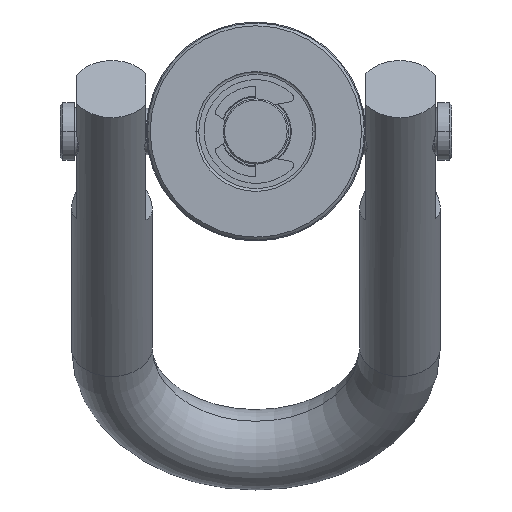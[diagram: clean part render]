
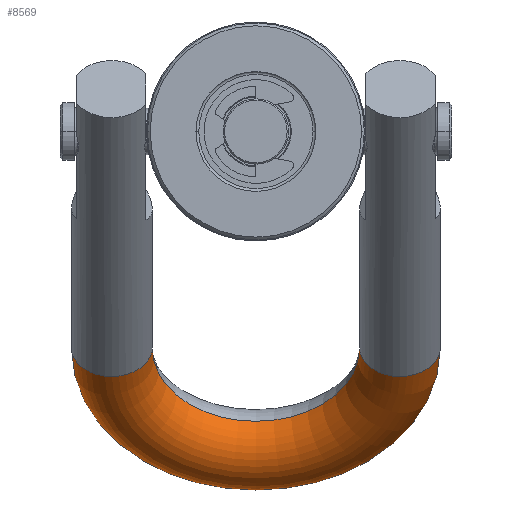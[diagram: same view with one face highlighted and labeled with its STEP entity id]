
A CAD part, front view. The second image highlights one B-rep face of the part: STEP entity #8569.
In plain terms, the highlighted toroidal (fillet/blend) face has major radius 79.375 mm and minor radius 22.225 mm.
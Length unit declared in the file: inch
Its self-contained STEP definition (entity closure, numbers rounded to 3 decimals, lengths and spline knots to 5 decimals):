
#7903=CARTESIAN_POINT('',(-3.125,6.64,0.));
#7904=DIRECTION('',(0.,-1.,0.));
#7905=DIRECTION('',(-1.,0.,0.));
#7906=AXIS2_PLACEMENT_3D('',#7903,#7904,#7905);
#8067=CARTESIAN_POINT('',(0.,6.64,0.));
#8068=DIRECTION('',(0.,0.,1.));
#8069=DIRECTION('',(1.,0.,0.));
#8070=AXIS2_PLACEMENT_3D('',#8067,#8068,#8069);
#8072=CARTESIAN_POINT('',(3.125,6.64,0.));
#8073=DIRECTION('',(0.,1.,0.));
#8074=DIRECTION('',(1.,0.,0.));
#8075=AXIS2_PLACEMENT_3D('',#8072,#8073,#8074);
#8077=CARTESIAN_POINT('',(0.,6.64,0.));
#8078=DIRECTION('',(0.,0.,1.));
#8079=DIRECTION('',(1.,0.,0.));
#8080=AXIS2_PLACEMENT_3D('',#8077,#8078,#8079);
#8110=CARTESIAN_POINT('',(2.25,6.64,0.));
#8111=CARTESIAN_POINT('',(4.,6.64,0.));
#8112=VERTEX_POINT('',#8110);
#8113=VERTEX_POINT('',#8111);
#8114=CARTESIAN_POINT('',(-2.25,6.64,0.));
#8115=CARTESIAN_POINT('',(-4.,6.64,0.));
#8116=VERTEX_POINT('',#8114);
#8117=VERTEX_POINT('',#8115);
#8558=CARTESIAN_POINT('',(0.,6.64,0.));
#8559=DIRECTION('',(0.,0.,1.));
#8560=DIRECTION('',(-1.,0.,0.));
#8561=AXIS2_PLACEMENT_3D('',#8558,#8559,#8560);
#8562=TOROIDAL_SURFACE('',#8561,3.125,0.875);
#8563=ORIENTED_EDGE('',*,*,#8344,.F.);
#8564=ORIENTED_EDGE('',*,*,#8553,.T.);
#8565=ORIENTED_EDGE('',*,*,#8415,.T.);
#8566=ORIENTED_EDGE('',*,*,#8550,.F.);
#8567=EDGE_LOOP('',(#8563,#8564,#8565,#8566));
#8568=FACE_OUTER_BOUND('',#8567,.F.);
#8569=ADVANCED_FACE('',(#8568),#8562,.T.);
#7907=CIRCLE('',#7906,0.875);
#8071=CIRCLE('',#8070,2.25);
#8076=CIRCLE('',#8075,0.875);
#8081=CIRCLE('',#8080,4.);
#8344=EDGE_CURVE('',#8113,#8112,#8076,.T.);
#8415=EDGE_CURVE('',#8117,#8116,#7907,.T.);
#8550=EDGE_CURVE('',#8112,#8116,#8071,.T.);
#8553=EDGE_CURVE('',#8113,#8117,#8081,.T.);
